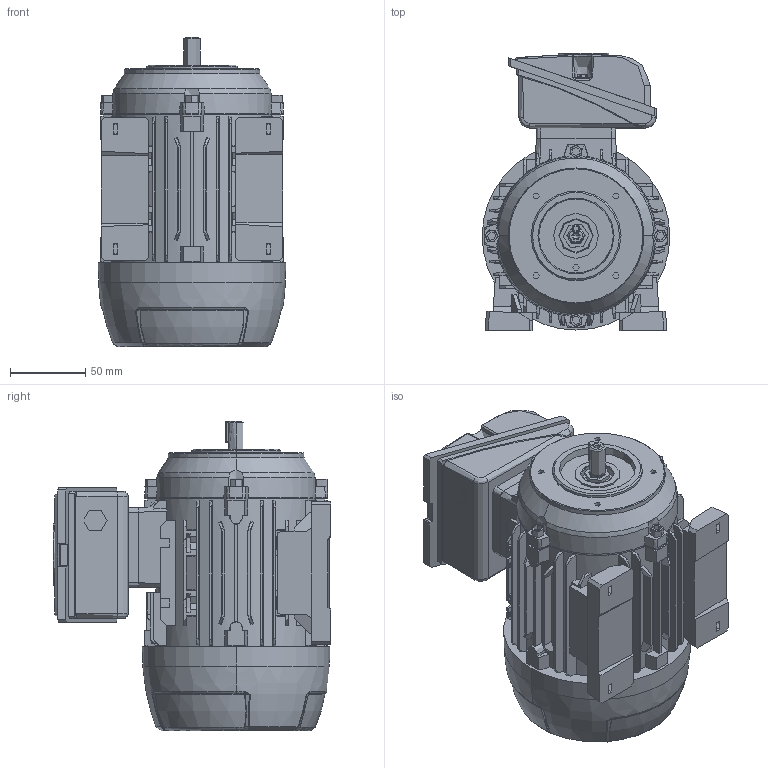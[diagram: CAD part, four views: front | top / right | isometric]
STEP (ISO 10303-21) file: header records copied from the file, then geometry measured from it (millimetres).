
FILE_DESCRIPTION (( 'STEP AP203' ), '1' );
FILE_NAME ('63 TOP.STEP', '2021-08-27T16:08:33', ( '' ), ( '' ), 'SwSTEP 2.0', 'SolidWorks 2018', '' );
FILE_SCHEMA (( 'CONFIG_CONTROL_DESIGN' ));
Length unit declared in the file: millimetre
Products named in the file (31): 105007177; 105011312; 63 TOP; Parafuso Altracs M5; 105006183_10.5006.183; 105006182; 105035219; 105006183; 105007077; 105007176_10.5007.176; 105007176; 105033018; CONJUNTO CARCAÇA IEC63 IR3_505234119; 105032001; 105011312_105011312; 105006182_50.5307.015; 105032001_10.5032.005-4x14; 105007177_10.5007.177; Parafuso Altracs M5_10.5011.291 x 15; Eixo padrão IEC63 IR3; Eixo padrão IEC63 IR3_50.5014.566; 105035219_50.5307.014
Assembly tree (19 placements, depth 3):
  105007177
  63 TOP
    CONJUNTO CARCAÇA IEC63 IR3_505234119
      105006182_50.5307.015
    Eixo padrão IEC63 IR3_50.5014.566
    105032001_10.5032.005-4x14
    105006183_10.5006.183
    105033018
    105035219_50.5307.014
    Parafuso Altracs M5_10.5011.291 x 15  x4
    105007177_10.5007.177
    105007176_10.5007.176
    105007077
    105011312_105011312  x2
    105006183_10.5006.183
  Parafuso Altracs M5
  63 TOP
    105011312
    105011312
  105006182
Bounding box: 125 x 184.77 x 206 mm (x, y, z)
Volume: 2061667.1 mm3; surface area: 252310.8 mm2
Topology: 15 solids, 20 shells, 1647 faces, 4344 edges, 2806 vertices
Faces by surface type: plane 825, cylinder 480, cone 143, bspline 130, torus 48, sphere 21
Entity records: 56782 total; most frequent: CARTESIAN_POINT 16465, ORIENTED_EDGE 8210, DIRECTION 7383, EDGE_CURVE 4108, VERTEX_POINT 2668, AXIS2_PLACEMENT_3D 2526, LINE 2331, VECTOR 2331
